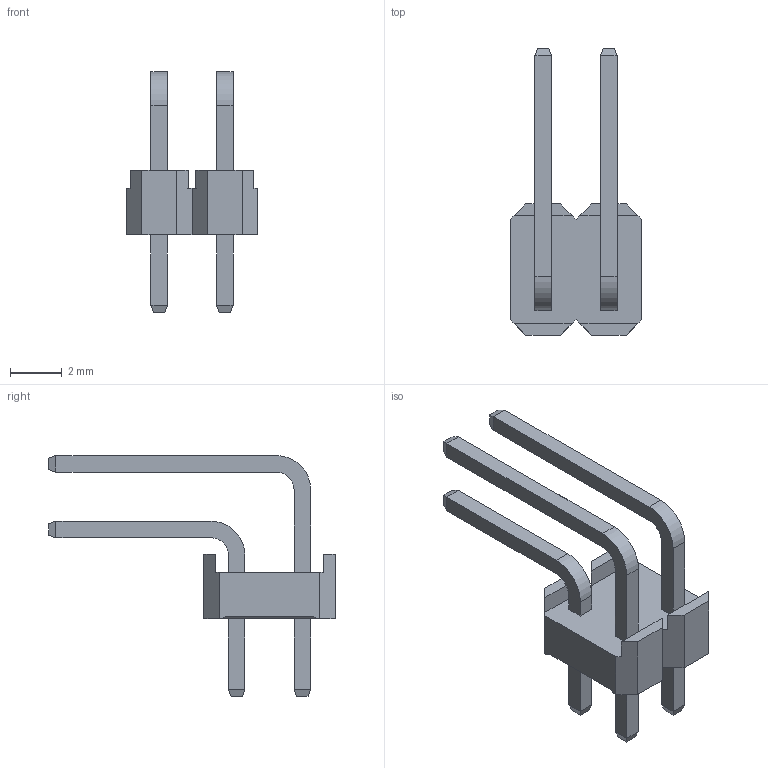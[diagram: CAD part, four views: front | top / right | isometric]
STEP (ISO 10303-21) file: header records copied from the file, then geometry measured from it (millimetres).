
FILE_DESCRIPTION(('STEP AP214'), '1');
FILE_NAME('PLD-R8', '', ('UNSPECIFIED'), ('UNSPECIFIED'), 'ASCON STEP Converter 1.6', 'ASCON Math Kernel', '');
FILE_SCHEMA(('AUTOMOTIVE_DESIGN { 1 0 10303 214 3 1 1}'));
Length unit declared in the file: millimetre
Bounding box: 5.08 x 11.08 x 9.32 mm (x, y, z)
Volume: 68.7 mm3; surface area: 239.6 mm2
Topology: 1 solids, 1 shells, 125 faces, 310 edges, 196 vertices
Faces by surface type: plane 117, cylinder 8
Entity records: 4644 total; most frequent: CARTESIAN_POINT 632, ORIENTED_EDGE 620, DIRECTION 578, EDGE_CURVE 310, LINE 294, VECTOR 294, VERTEX_POINT 196, AXIS2_PLACEMENT_3D 142
